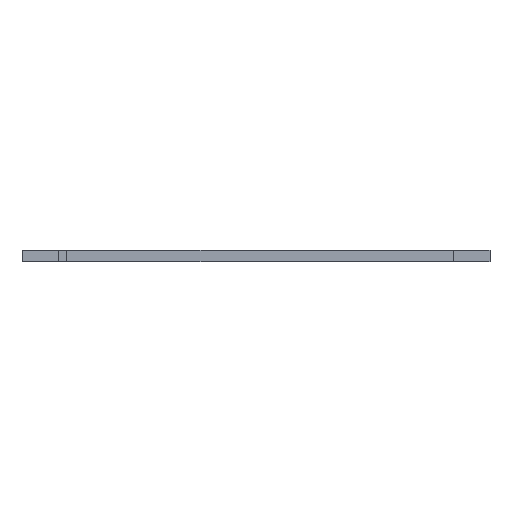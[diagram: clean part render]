
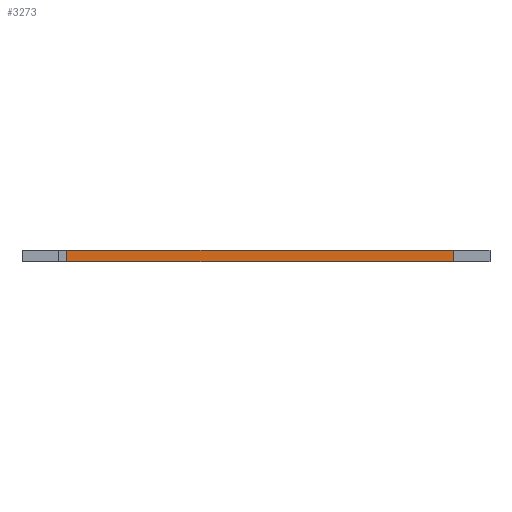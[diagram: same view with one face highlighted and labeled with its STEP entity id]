
A CAD part, left-side view. The second image highlights one B-rep face of the part: STEP entity #3273.
In plain terms, the highlighted planar face has unit normal (-1, 0, 0).
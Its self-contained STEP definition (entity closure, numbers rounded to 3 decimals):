
#83 = PLANE('',#84);
#84 = AXIS2_PLACEMENT_3D('',#85,#86,#87);
#85 = CARTESIAN_POINT('',(-0.309,-0.625,1.6));
#86 = DIRECTION('',(-0.,-0.,-1.));
#87 = DIRECTION('',(-1.,0.,0.));
#137 = PLANE('',#138);
#138 = AXIS2_PLACEMENT_3D('',#139,#140,#141);
#139 = CARTESIAN_POINT('',(-0.309,-0.625,0.));
#140 = DIRECTION('',(-0.,-0.,-1.));
#141 = DIRECTION('',(-1.,0.,0.));
#330 = VERTEX_POINT('',#331);
#331 = CARTESIAN_POINT('',(-29.08,-26.293,0.));
#345 = PLANE('',#346);
#346 = AXIS2_PLACEMENT_3D('',#347,#348,#349);
#347 = CARTESIAN_POINT('',(-29.08,-26.365,0.));
#348 = DIRECTION('',(-1.,0.,0.));
#349 = DIRECTION('',(0.,1.,0.));
#357 = EDGE_CURVE('',#330,#358,#360,.T.);
#358 = VERTEX_POINT('',#359);
#359 = CARTESIAN_POINT('',(-29.08,25.219,0.));
#360 = SURFACE_CURVE('',#361,(#365,#372),.PCURVE_S1.);
#361 = LINE('',#362,#363);
#362 = CARTESIAN_POINT('',(-29.08,-26.293,0.));
#363 = VECTOR('',#364,1.);
#364 = DIRECTION('',(0.,1.,0.));
#365 = PCURVE('',#137,#366);
#366 = DEFINITIONAL_REPRESENTATION('',(#367),#371);
#367 = LINE('',#368,#369);
#368 = CARTESIAN_POINT('',(28.771,-25.667));
#369 = VECTOR('',#370,1.);
#370 = DIRECTION('',(0.,1.));
#371 = ( GEOMETRIC_REPRESENTATION_CONTEXT(2) 
PARAMETRIC_REPRESENTATION_CONTEXT() REPRESENTATION_CONTEXT('2D SPACE',''
  ) );
#372 = PCURVE('',#373,#378);
#373 = PLANE('',#374);
#374 = AXIS2_PLACEMENT_3D('',#375,#376,#377);
#375 = CARTESIAN_POINT('',(-29.08,-26.293,0.));
#376 = DIRECTION('',(-1.,0.,0.));
#377 = DIRECTION('',(0.,1.,0.));
#378 = DEFINITIONAL_REPRESENTATION('',(#379),#383);
#379 = LINE('',#380,#381);
#380 = CARTESIAN_POINT('',(0.,0.));
#381 = VECTOR('',#382,1.);
#382 = DIRECTION('',(1.,0.));
#383 = ( GEOMETRIC_REPRESENTATION_CONTEXT(2) 
PARAMETRIC_REPRESENTATION_CONTEXT() REPRESENTATION_CONTEXT('2D SPACE',''
  ) );
#401 = PLANE('',#402);
#402 = AXIS2_PLACEMENT_3D('',#403,#404,#405);
#403 = CARTESIAN_POINT('',(-29.08,25.219,0.));
#404 = DIRECTION('',(-1.,0.,0.));
#405 = DIRECTION('',(0.,1.,0.));
#1874 = VERTEX_POINT('',#1875);
#1875 = CARTESIAN_POINT('',(-29.08,-26.293,1.6));
#1896 = EDGE_CURVE('',#1874,#1897,#1899,.T.);
#1897 = VERTEX_POINT('',#1898);
#1898 = CARTESIAN_POINT('',(-29.08,25.219,1.6));
#1899 = SURFACE_CURVE('',#1900,(#1904,#1911),.PCURVE_S1.);
#1900 = LINE('',#1901,#1902);
#1901 = CARTESIAN_POINT('',(-29.08,-26.293,1.6));
#1902 = VECTOR('',#1903,1.);
#1903 = DIRECTION('',(0.,1.,0.));
#1904 = PCURVE('',#83,#1905);
#1905 = DEFINITIONAL_REPRESENTATION('',(#1906),#1910);
#1906 = LINE('',#1907,#1908);
#1907 = CARTESIAN_POINT('',(28.771,-25.667));
#1908 = VECTOR('',#1909,1.);
#1909 = DIRECTION('',(0.,1.));
#1910 = ( GEOMETRIC_REPRESENTATION_CONTEXT(2) 
PARAMETRIC_REPRESENTATION_CONTEXT() REPRESENTATION_CONTEXT('2D SPACE',''
  ) );
#1911 = PCURVE('',#373,#1912);
#1912 = DEFINITIONAL_REPRESENTATION('',(#1913),#1917);
#1913 = LINE('',#1914,#1915);
#1914 = CARTESIAN_POINT('',(0.,-1.6));
#1915 = VECTOR('',#1916,1.);
#1916 = DIRECTION('',(1.,0.));
#1917 = ( GEOMETRIC_REPRESENTATION_CONTEXT(2) 
PARAMETRIC_REPRESENTATION_CONTEXT() REPRESENTATION_CONTEXT('2D SPACE',''
  ) );
#3225 = EDGE_CURVE('',#330,#1874,#3226,.T.);
#3226 = SURFACE_CURVE('',#3227,(#3231,#3238),.PCURVE_S1.);
#3227 = LINE('',#3228,#3229);
#3228 = CARTESIAN_POINT('',(-29.08,-26.293,0.));
#3229 = VECTOR('',#3230,1.);
#3230 = DIRECTION('',(0.,0.,1.));
#3231 = PCURVE('',#345,#3232);
#3232 = DEFINITIONAL_REPRESENTATION('',(#3233),#3237);
#3233 = LINE('',#3234,#3235);
#3234 = CARTESIAN_POINT('',(0.073,0.));
#3235 = VECTOR('',#3236,1.);
#3236 = DIRECTION('',(0.,-1.));
#3237 = ( GEOMETRIC_REPRESENTATION_CONTEXT(2) 
PARAMETRIC_REPRESENTATION_CONTEXT() REPRESENTATION_CONTEXT('2D SPACE',''
  ) );
#3238 = PCURVE('',#373,#3239);
#3239 = DEFINITIONAL_REPRESENTATION('',(#3240),#3244);
#3240 = LINE('',#3241,#3242);
#3241 = CARTESIAN_POINT('',(0.,0.));
#3242 = VECTOR('',#3243,1.);
#3243 = DIRECTION('',(0.,-1.));
#3244 = ( GEOMETRIC_REPRESENTATION_CONTEXT(2) 
PARAMETRIC_REPRESENTATION_CONTEXT() REPRESENTATION_CONTEXT('2D SPACE',''
  ) );
#3273 = ADVANCED_FACE('',(#3274),#373,.T.);
#3274 = FACE_BOUND('',#3275,.T.);
#3275 = EDGE_LOOP('',(#3276,#3277,#3278,#3299));
#3276 = ORIENTED_EDGE('',*,*,#3225,.T.);
#3277 = ORIENTED_EDGE('',*,*,#1896,.T.);
#3278 = ORIENTED_EDGE('',*,*,#3279,.F.);
#3279 = EDGE_CURVE('',#358,#1897,#3280,.T.);
#3280 = SURFACE_CURVE('',#3281,(#3285,#3292),.PCURVE_S1.);
#3281 = LINE('',#3282,#3283);
#3282 = CARTESIAN_POINT('',(-29.08,25.219,0.));
#3283 = VECTOR('',#3284,1.);
#3284 = DIRECTION('',(0.,0.,1.));
#3285 = PCURVE('',#373,#3286);
#3286 = DEFINITIONAL_REPRESENTATION('',(#3287),#3291);
#3287 = LINE('',#3288,#3289);
#3288 = CARTESIAN_POINT('',(51.512,0.));
#3289 = VECTOR('',#3290,1.);
#3290 = DIRECTION('',(0.,-1.));
#3291 = ( GEOMETRIC_REPRESENTATION_CONTEXT(2) 
PARAMETRIC_REPRESENTATION_CONTEXT() REPRESENTATION_CONTEXT('2D SPACE',''
  ) );
#3292 = PCURVE('',#401,#3293);
#3293 = DEFINITIONAL_REPRESENTATION('',(#3294),#3298);
#3294 = LINE('',#3295,#3296);
#3295 = CARTESIAN_POINT('',(0.,0.));
#3296 = VECTOR('',#3297,1.);
#3297 = DIRECTION('',(0.,-1.));
#3298 = ( GEOMETRIC_REPRESENTATION_CONTEXT(2) 
PARAMETRIC_REPRESENTATION_CONTEXT() REPRESENTATION_CONTEXT('2D SPACE',''
  ) );
#3299 = ORIENTED_EDGE('',*,*,#357,.F.);
